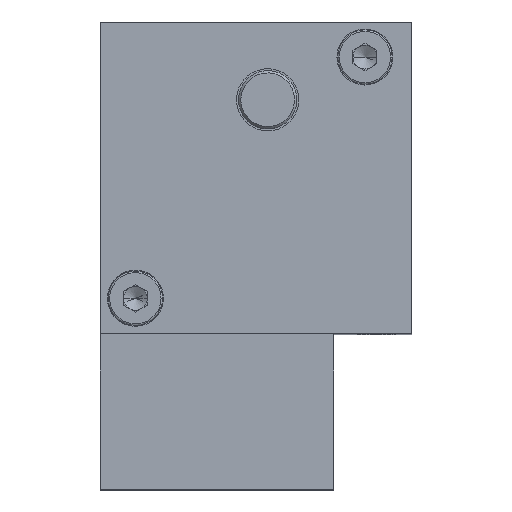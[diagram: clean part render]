
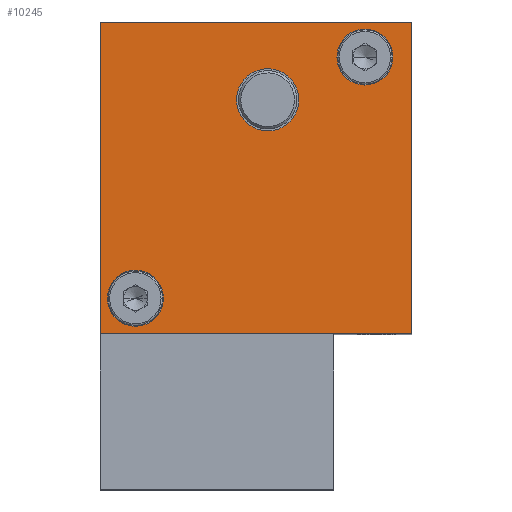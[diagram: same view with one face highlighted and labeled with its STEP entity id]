
A CAD part, top view. The second image highlights one B-rep face of the part: STEP entity #10245.
In plain terms, the highlighted planar face has unit normal (0, 0, 1).
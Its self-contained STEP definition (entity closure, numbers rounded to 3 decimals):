
#156=PLANE('',#17032);
#418=FACE_BOUND('',#4767,.F.);
#419=FACE_BOUND('',#4768,.F.);
#420=FACE_BOUND('',#4769,.F.);
#1366=LINE('',#26167,#2281);
#1374=LINE('',#26175,#2289);
#1376=LINE('',#26177,#2291);
#1377=LINE('',#26178,#2292);
#2281=VECTOR('',#19994,40.);
#2289=VECTOR('',#20002,40.);
#2291=VECTOR('',#20004,40.);
#2292=VECTOR('',#20005,40.);
#3803=FACE_OUTER_BOUND('',#4770,.F.);
#4767=EDGE_LOOP('',(#7043,#7044));
#4768=EDGE_LOOP('',(#7045,#7046));
#4769=EDGE_LOOP('',(#7047,#7048));
#4770=EDGE_LOOP('',(#7049,#7050,#7051,#7052));
#7043=ORIENTED_EDGE('',*,*,#12858,.T.);
#7044=ORIENTED_EDGE('',*,*,#12857,.T.);
#7045=ORIENTED_EDGE('',*,*,#12866,.T.);
#7046=ORIENTED_EDGE('',*,*,#12865,.T.);
#7047=ORIENTED_EDGE('',*,*,#12808,.T.);
#7048=ORIENTED_EDGE('',*,*,#12807,.T.);
#7049=ORIENTED_EDGE('',*,*,#12920,.F.);
#7050=ORIENTED_EDGE('',*,*,#12909,.F.);
#7051=ORIENTED_EDGE('',*,*,#12919,.F.);
#7052=ORIENTED_EDGE('',*,*,#12917,.F.);
#10245=ADVANCED_FACE('',(#418,#419,#420,#3803),#156,.T.);
#11416=CIRCLE('',#16858,4.);
#11417=CIRCLE('',#16859,4.);
#11462=CIRCLE('',#16904,3.6);
#11463=CIRCLE('',#16905,3.6);
#11470=CIRCLE('',#16912,3.6);
#11471=CIRCLE('',#16913,3.6);
#12807=EDGE_CURVE('',#14753,#14752,#11416,.T.);
#12808=EDGE_CURVE('',#14752,#14753,#11417,.T.);
#12857=EDGE_CURVE('',#14703,#14702,#11462,.T.);
#12858=EDGE_CURVE('',#14702,#14703,#11463,.T.);
#12865=EDGE_CURVE('',#14695,#14694,#11470,.T.);
#12866=EDGE_CURVE('',#14694,#14695,#11471,.T.);
#12909=EDGE_CURVE('',#14656,#14655,#1366,.T.);
#12917=EDGE_CURVE('',#14652,#14651,#1374,.T.);
#12919=EDGE_CURVE('',#14651,#14656,#1376,.T.);
#12920=EDGE_CURVE('',#14655,#14652,#1377,.T.);
#14651=VERTEX_POINT('',#24749);
#14652=VERTEX_POINT('',#24750);
#14655=VERTEX_POINT('',#24753);
#14656=VERTEX_POINT('',#24754);
#14694=VERTEX_POINT('',#24792);
#14695=VERTEX_POINT('',#24793);
#14702=VERTEX_POINT('',#24800);
#14703=VERTEX_POINT('',#24801);
#14752=VERTEX_POINT('',#24850);
#14753=VERTEX_POINT('',#24851);
#16858=AXIS2_PLACEMENT_3D('',#26065,#19812,#19813);
#16859=AXIS2_PLACEMENT_3D('',#26066,#19814,#19815);
#16904=AXIS2_PLACEMENT_3D('',#26115,#19908,#19909);
#16905=AXIS2_PLACEMENT_3D('',#26116,#19910,#19911);
#16912=AXIS2_PLACEMENT_3D('',#26123,#19924,#19925);
#16913=AXIS2_PLACEMENT_3D('',#26124,#19926,#19927);
#17032=AXIS2_PLACEMENT_3D('',#26382,#20303,#20304);
#19812=DIRECTION('',(0.,0.,1.));
#19813=DIRECTION('',(1.,0.,0.));
#19814=DIRECTION('',(0.,0.,1.));
#19815=DIRECTION('',(-1.,0.,0.));
#19908=DIRECTION('',(0.,0.,1.));
#19909=DIRECTION('',(1.,0.,0.));
#19910=DIRECTION('',(0.,0.,1.));
#19911=DIRECTION('',(-1.,0.,0.));
#19924=DIRECTION('',(0.,0.,1.));
#19925=DIRECTION('',(1.,0.,0.));
#19926=DIRECTION('',(0.,0.,1.));
#19927=DIRECTION('',(-1.,0.,0.));
#19994=DIRECTION('',(0.,-1.,0.));
#20002=DIRECTION('',(0.,1.,0.));
#20004=DIRECTION('',(-1.,0.,0.));
#20005=DIRECTION('',(1.,0.,0.));
#20303=DIRECTION('',(0.,0.,1.));
#20304=DIRECTION('',(-1.,0.,0.));
#24749=CARTESIAN_POINT('',(40.,40.,93.));
#24750=CARTESIAN_POINT('',(40.,0.,93.));
#24753=CARTESIAN_POINT('',(0.,0.,93.));
#24754=CARTESIAN_POINT('',(0.,40.,93.));
#24792=CARTESIAN_POINT('',(0.9,4.5,93.));
#24793=CARTESIAN_POINT('',(8.1,4.5,93.));
#24800=CARTESIAN_POINT('',(30.4,35.5,93.));
#24801=CARTESIAN_POINT('',(37.6,35.5,93.));
#24850=CARTESIAN_POINT('',(17.5,30.,93.));
#24851=CARTESIAN_POINT('',(25.5,30.,93.));
#26065=CARTESIAN_POINT('',(21.5,30.,93.));
#26066=CARTESIAN_POINT('',(21.5,30.,93.));
#26115=CARTESIAN_POINT('',(34.,35.5,93.));
#26116=CARTESIAN_POINT('',(34.,35.5,93.));
#26123=CARTESIAN_POINT('',(4.5,4.5,93.));
#26124=CARTESIAN_POINT('',(4.5,4.5,93.));
#26167=CARTESIAN_POINT('',(0.,40.,93.));
#26175=CARTESIAN_POINT('',(40.,0.,93.));
#26177=CARTESIAN_POINT('',(40.,40.,93.));
#26178=CARTESIAN_POINT('',(0.,0.,93.));
#26382=CARTESIAN_POINT('',(42.,42.,93.));
